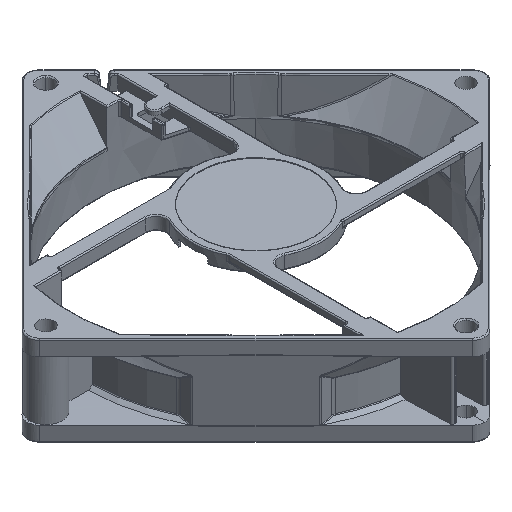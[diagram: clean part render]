
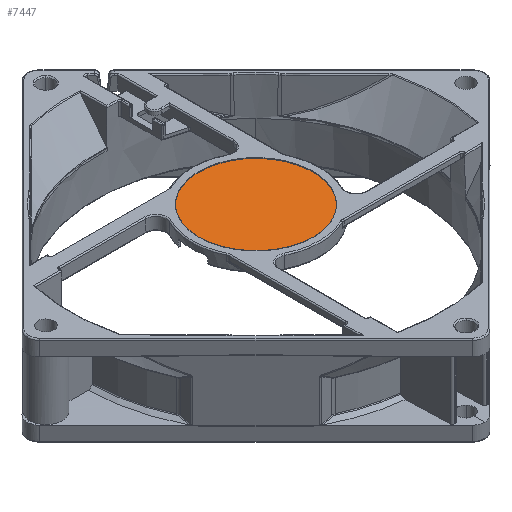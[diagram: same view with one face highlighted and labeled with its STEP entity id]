
A CAD part, isometric view. The second image highlights one B-rep face of the part: STEP entity #7447.
In plain terms, the highlighted planar face has unit normal (0, 0, 1).
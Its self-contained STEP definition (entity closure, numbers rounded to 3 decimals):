
#6368=PLANE('',#19215);
#7447=ADVANCED_FACE('F3186',(#8501),#6368,.T.);
#8501=FACE_OUTER_BOUND('',#9314,.T.);
#9314=EDGE_LOOP('',(#10769,#10770,#10771));
#10156=CIRCLE('',#19212,15.964);
#10157=CIRCLE('',#19213,15.964);
#10158=CIRCLE('',#19214,15.964);
#10769=ORIENTED_EDGE('',*,*,#16216,.T.);
#10770=ORIENTED_EDGE('',*,*,#16217,.T.);
#10771=ORIENTED_EDGE('',*,*,#16218,.T.);
#14937=VERTEX_POINT('',#23420);
#14938=VERTEX_POINT('',#23421);
#14939=VERTEX_POINT('',#23423);
#16216=EDGE_CURVE('',#14937,#14938,#10156,.T.);
#16217=EDGE_CURVE('',#14938,#14939,#10157,.T.);
#16218=EDGE_CURVE('',#14939,#14937,#10158,.T.);
#19212=AXIS2_PLACEMENT_3D('',#23419,#20381,#20382);
#19213=AXIS2_PLACEMENT_3D('',#23422,#20383,#20384);
#19214=AXIS2_PLACEMENT_3D('',#23424,#20385,#20386);
#19215=AXIS2_PLACEMENT_3D('',#23425,#20387,#20388);
#20381=DIRECTION('',(0.,0.,1.));
#20382=DIRECTION('',(-1.,0.,0.));
#20383=DIRECTION('',(0.,0.,1.));
#20384=DIRECTION('',(0.,-1.,0.));
#20385=DIRECTION('',(0.,0.,1.));
#20386=DIRECTION('',(0.707,-0.707,0.));
#20387=DIRECTION('',(0.,0.,1.));
#20388=DIRECTION('',(0.,1.,0.));
#23419=CARTESIAN_POINT('',(0.,0.,1.611));
#23420=CARTESIAN_POINT('',(-15.964,0.,1.611));
#23421=CARTESIAN_POINT('',(0.,-15.964,1.611));
#23422=CARTESIAN_POINT('',(0.,0.,1.611));
#23423=CARTESIAN_POINT('',(11.289,-11.289,1.611));
#23424=CARTESIAN_POINT('',(0.,0.,1.611));
#23425=CARTESIAN_POINT('',(0.,0.,1.611));
